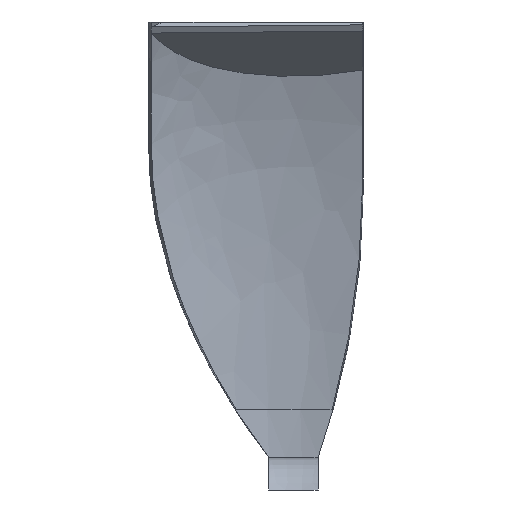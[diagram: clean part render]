
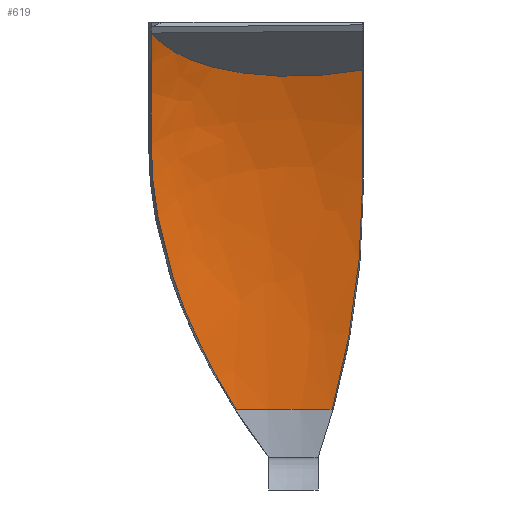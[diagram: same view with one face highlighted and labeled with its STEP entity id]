
A CAD part, left-side view. The second image highlights one B-rep face of the part: STEP entity #619.
In plain terms, the highlighted free-form (B-spline) face has degree [3, 3] with [11, 5] control points.
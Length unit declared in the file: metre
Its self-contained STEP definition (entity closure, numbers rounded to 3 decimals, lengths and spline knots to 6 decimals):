
#28=B_SPLINE_SURFACE_WITH_KNOTS('',3,3,((#1328,#1329,#1330,#1331,#1332),
(#1333,#1334,#1335,#1336,#1337),(#1338,#1339,#1340,#1341,#1342),(#1343,
#1344,#1345,#1346,#1347),(#1348,#1349,#1350,#1351,#1352),(#1353,#1354,#1355,
#1356,#1357),(#1358,#1359,#1360,#1361,#1362),(#1363,#1364,#1365,#1366,#1367),
(#1368,#1369,#1370,#1371,#1372),(#1373,#1374,#1375,#1376,#1377),(#1378,
#1379,#1380,#1381,#1382)),.UNSPECIFIED.,.F.,.F.,.F.,(4,1,1,1,1,1,1,1,4),
(4,1,4),(0.42864,0.487079,0.516298,0.545517,
0.574736,0.599086,0.618565,0.633175,
0.662394),(0.086873,0.392875,0.698876),
 .UNSPECIFIED.);
#66=B_SPLINE_CURVE_WITH_KNOTS('',3,(#930,#931,#932,#933,#934,#935,#936,
#937,#938,#939,#940),.UNSPECIFIED.,.F.,.F.,(4,1,1,1,1,1,1,1,4),(0.,0.005457,
0.010914,0.016371,0.021828,0.027285,
0.032742,0.038199,0.043656),.UNSPECIFIED.);
#82=B_SPLINE_CURVE_WITH_KNOTS('',3,(#1217,#1218,#1219,#1220),
 .UNSPECIFIED.,.F.,.F.,(4,4),(0.153114,1.),.UNSPECIFIED.);
#84=B_SPLINE_CURVE_WITH_KNOTS('',3,(#1250,#1251,#1252,#1253,#1254),
 .UNSPECIFIED.,.F.,.F.,(4,1,4),(0.,0.499795,0.999589),
 .UNSPECIFIED.);
#87=B_SPLINE_CURVE_WITH_KNOTS('',3,(#1266,#1267,#1268,#1269,#1270),
 .UNSPECIFIED.,.F.,.F.,(4,1,4),(0.000156,0.009098,
0.018039),.UNSPECIFIED.);
#88=B_SPLINE_CURVE_WITH_KNOTS('',3,(#1315,#1316,#1317,#1318,#1319,#1320,
#1321,#1322),.UNSPECIFIED.,.F.,.F.,(4,1,1,1,1,4),(0.000315,0.250236,
0.500157,0.625118,0.750079,1.),.UNSPECIFIED.);
#90=B_SPLINE_CURVE_WITH_KNOTS('',3,(#1383,#1384,#1385,#1386,#1387,#1388),
 .UNSPECIFIED.,.F.,.F.,(4,1,1,4),(0.,0.413893,0.620839,
0.827785),.UNSPECIFIED.);
#224=ORIENTED_EDGE('',*,*,#322,.T.);
#225=ORIENTED_EDGE('',*,*,#366,.F.);
#226=ORIENTED_EDGE('',*,*,#364,.F.);
#227=ORIENTED_EDGE('',*,*,#363,.F.);
#228=ORIENTED_EDGE('',*,*,#360,.F.);
#229=ORIENTED_EDGE('',*,*,#358,.F.);
#322=EDGE_CURVE('',#402,#390,#66,.T.);
#358=EDGE_CURVE('',#402,#433,#82,.T.);
#360=EDGE_CURVE('',#433,#434,#84,.T.);
#363=EDGE_CURVE('',#434,#435,#87,.T.);
#364=EDGE_CURVE('',#435,#436,#88,.T.);
#366=EDGE_CURVE('',#436,#390,#90,.T.);
#390=VERTEX_POINT('',#804);
#402=VERTEX_POINT('',#896);
#433=VERTEX_POINT('',#1221);
#434=VERTEX_POINT('',#1255);
#435=VERTEX_POINT('',#1265);
#436=VERTEX_POINT('',#1323);
#530=EDGE_LOOP('',(#224,#225,#226,#227,#228,#229));
#566=FACE_BOUND('',#530,.T.);
#619=ADVANCED_FACE('',(#566),#28,.F.);
#804=CARTESIAN_POINT('',(0.023974,0.026449,0.095016));
#896=CARTESIAN_POINT('',(0.032863,-0.012929,0.088145));
#930=CARTESIAN_POINT('',(0.032863,-0.012929,0.088145));
#931=CARTESIAN_POINT('',(0.033213,-0.011152,0.087819));
#932=CARTESIAN_POINT('',(0.033724,-0.007569,0.087326));
#933=CARTESIAN_POINT('',(0.034065,-0.002143,0.086945));
#934=CARTESIAN_POINT('',(0.033948,0.003385,0.086951));
#935=CARTESIAN_POINT('',(0.033303,0.008786,0.087408));
#936=CARTESIAN_POINT('',(0.032091,0.014083,0.088345));
#937=CARTESIAN_POINT('',(0.03018,0.019067,0.089881));
#938=CARTESIAN_POINT('',(0.027517,0.023348,0.092065));
#939=CARTESIAN_POINT('',(0.025218,0.025563,0.093976));
#940=CARTESIAN_POINT('',(0.023974,0.026449,0.095016));
#1217=CARTESIAN_POINT('',(0.032863,-0.012929,0.088145));
#1218=CARTESIAN_POINT('',(0.035339,-0.012917,0.081347));
#1219=CARTESIAN_POINT('',(0.03687,-0.012901,0.074212));
#1220=CARTESIAN_POINT('',(0.03795,-0.012882,0.066968));
#1221=CARTESIAN_POINT('',(0.03795,-0.012882,0.066968));
#1250=CARTESIAN_POINT('',(0.03795,-0.012882,0.066968));
#1251=CARTESIAN_POINT('',(0.038997,-0.012863,0.059945));
#1252=CARTESIAN_POINT('',(0.040341,-0.011921,0.045789));
#1253=CARTESIAN_POINT('',(0.041345,-0.009101,0.031857));
#1254=CARTESIAN_POINT('',(0.041767,-0.007232,0.025));
#1255=CARTESIAN_POINT('',(0.041767,-0.007232,0.025));
#1265=CARTESIAN_POINT('',(0.041059,0.010623,0.025));
#1266=CARTESIAN_POINT('',(0.041767,-0.007232,0.025));
#1267=CARTESIAN_POINT('',(0.042251,-0.004253,0.025));
#1268=CARTESIAN_POINT('',(0.042615,0.001697,0.025));
#1269=CARTESIAN_POINT('',(0.041782,0.007691,0.025));
#1270=CARTESIAN_POINT('',(0.041059,0.010623,0.025));
#1315=CARTESIAN_POINT('',(0.041059,0.010623,0.025));
#1316=CARTESIAN_POINT('',(0.040425,0.012978,0.028728));
#1317=CARTESIAN_POINT('',(0.038865,0.017294,0.036364));
#1318=CARTESIAN_POINT('',(0.036667,0.021514,0.046484));
#1319=CARTESIAN_POINT('',(0.03496,0.024001,0.054857));
#1320=CARTESIAN_POINT('',(0.033304,0.025848,0.063447));
#1321=CARTESIAN_POINT('',(0.032158,0.02643,0.069969));
#1322=CARTESIAN_POINT('',(0.031328,0.026438,0.074341));
#1323=CARTESIAN_POINT('',(0.031328,0.026438,0.074341));
#1328=CARTESIAN_POINT('',(0.041088,-0.010635,0.023949));
#1329=CARTESIAN_POINT('',(0.040783,-0.01118,0.040149));
#1330=CARTESIAN_POINT('',(0.038872,-0.013983,0.071066));
#1331=CARTESIAN_POINT('',(0.031109,-0.017603,0.093552));
#1332=CARTESIAN_POINT('',(0.025043,-0.018991,0.101322));
#1333=CARTESIAN_POINT('',(0.041715,-0.008072,0.024161));
#1334=CARTESIAN_POINT('',(0.041397,-0.008485,0.040595));
#1335=CARTESIAN_POINT('',(0.03941,-0.010607,0.071879));
#1336=CARTESIAN_POINT('',(0.031495,-0.013353,0.094553));
#1337=CARTESIAN_POINT('',(0.025343,-0.014411,0.102382));
#1338=CARTESIAN_POINT('',(0.042313,-0.004129,0.024329));
#1339=CARTESIAN_POINT('',(0.041975,-0.004337,0.040939));
#1340=CARTESIAN_POINT('',(0.039883,-0.005407,0.072436));
#1341=CARTESIAN_POINT('',(0.031799,-0.006794,0.095147));
#1342=CARTESIAN_POINT('',(0.025566,-0.00733,0.102982));
#1343=CARTESIAN_POINT('',(0.042407,0.001192,0.024337));
#1344=CARTESIAN_POINT('',(0.042063,0.00125,0.040951));
#1345=CARTESIAN_POINT('',(0.039937,0.001554,0.072416));
#1346=CARTESIAN_POINT('',(0.031815,0.001945,0.095068));
#1347=CARTESIAN_POINT('',(0.025571,0.002093,0.10288));
#1348=CARTESIAN_POINT('',(0.042121,0.005182,0.024207));
#1349=CARTESIAN_POINT('',(0.041779,0.005437,0.040676));
#1350=CARTESIAN_POINT('',(0.039669,0.006754,0.071901));
#1351=CARTESIAN_POINT('',(0.031603,0.008454,0.094413));
#1352=CARTESIAN_POINT('',(0.025401,0.009104,0.10218));
#1353=CARTESIAN_POINT('',(0.041514,0.008915,0.023956));
#1354=CARTESIAN_POINT('',(0.04118,0.009351,0.040144));
#1355=CARTESIAN_POINT('',(0.039114,0.011597,0.070905));
#1356=CARTESIAN_POINT('',(0.031176,0.014495,0.093152));
#1357=CARTESIAN_POINT('',(0.02506,0.015601,0.100833));
#1358=CARTESIAN_POINT('',(0.040705,0.012153,0.023605));
#1359=CARTESIAN_POINT('',(0.040377,0.012735,0.039396));
#1360=CARTESIAN_POINT('',(0.038352,0.015735,0.069466));
#1361=CARTESIAN_POINT('',(0.030572,0.0196,0.091281));
#1362=CARTESIAN_POINT('',(0.024574,0.021069,0.098822));
#1363=CARTESIAN_POINT('',(0.039882,0.014687,0.02322));
#1364=CARTESIAN_POINT('',(0.039555,0.015366,0.038571));
#1365=CARTESIAN_POINT('',(0.037545,0.018867,0.067836));
#1366=CARTESIAN_POINT('',(0.029911,0.023374,0.089114));
#1367=CARTESIAN_POINT('',(0.024037,0.025083,0.096481));
#1368=CARTESIAN_POINT('',(0.038842,0.017371,0.02271));
#1369=CARTESIAN_POINT('',(0.038512,0.018127,0.037472));
#1370=CARTESIAN_POINT('',(0.036498,0.022033,0.065639));
#1371=CARTESIAN_POINT('',(0.029035,0.02706,0.08616));
#1372=CARTESIAN_POINT('',(0.023323,0.028966,0.093284));
#1373=CARTESIAN_POINT('',(0.037992,0.019165,0.022279));
#1374=CARTESIAN_POINT('',(0.037658,0.019946,0.036542));
#1375=CARTESIAN_POINT('',(0.035623,0.023983,0.063764));
#1376=CARTESIAN_POINT('',(0.02829,0.029181,0.08362));
#1377=CARTESIAN_POINT('',(0.022713,0.031156,0.090528));
#1378=CARTESIAN_POINT('',(0.037371,0.020329,0.021969));
#1379=CARTESIAN_POINT('',(0.037033,0.021114,0.035872));
#1380=CARTESIAN_POINT('',(0.034983,0.025171,0.062417));
#1381=CARTESIAN_POINT('',(0.027745,0.030399,0.081797));
#1382=CARTESIAN_POINT('',(0.022265,0.032388,0.088546));
#1383=CARTESIAN_POINT('',(0.031328,0.026438,0.074341));
#1384=CARTESIAN_POINT('',(0.030636,0.026444,0.077984));
#1385=CARTESIAN_POINT('',(0.029293,0.026452,0.08339));
#1386=CARTESIAN_POINT('',(0.026642,0.026454,0.090192));
#1387=CARTESIAN_POINT('',(0.024937,0.026451,0.093453));
#1388=CARTESIAN_POINT('',(0.023974,0.026449,0.095016));
